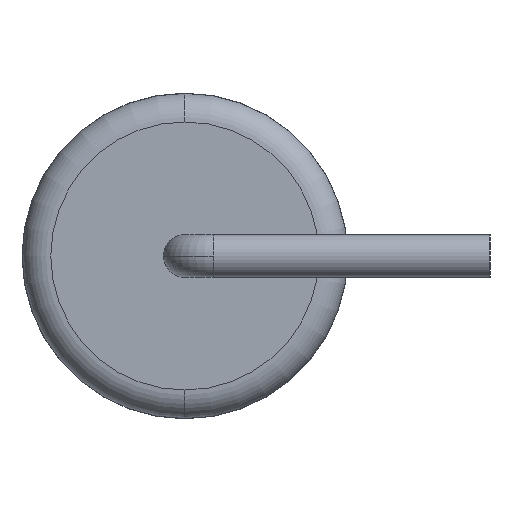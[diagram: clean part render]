
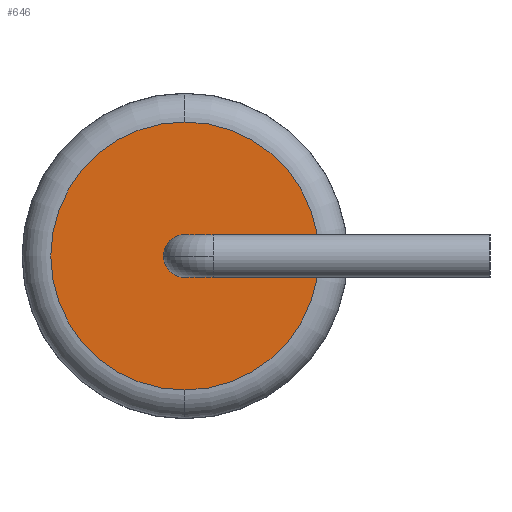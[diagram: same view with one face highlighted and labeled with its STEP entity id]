
A CAD part, left-side view. The second image highlights one B-rep face of the part: STEP entity #646.
In plain terms, the highlighted planar face has unit normal (-1, 0, 0).
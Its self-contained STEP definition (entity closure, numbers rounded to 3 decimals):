
#17 = CARTESIAN_POINT ( 'NONE',  ( -7.15, 3.35, -2.35 ) ) ;
#18 = CARTESIAN_POINT ( 'NONE',  ( -7.15, 3.35, 0. ) ) ;
#59 = VERTEX_POINT ( 'NONE', #211 ) ;
#87 = CIRCLE ( 'NONE', #495, 2.35 ) ;
#95 = DIRECTION ( 'NONE',  ( -1., 0., 0. ) ) ;
#139 = CARTESIAN_POINT ( 'NONE',  ( -7.15, 3.35, 0. ) ) ;
#167 = FACE_OUTER_BOUND ( 'NONE', #769, .T. ) ;
#180 = AXIS2_PLACEMENT_3D ( 'NONE', #890, #365, #796 ) ;
#211 = CARTESIAN_POINT ( 'NONE',  ( -7.15, 3.35, -0.375 ) ) ;
#228 = DIRECTION ( 'NONE',  ( 0., 0., -1. ) ) ;
#229 = AXIS2_PLACEMENT_3D ( 'NONE', #576, #95, #651 ) ;
#234 = VERTEX_POINT ( 'NONE', #403 ) ;
#365 = DIRECTION ( 'NONE',  ( -1., 0., 0. ) ) ;
#378 = EDGE_CURVE ( 'NONE', #884, #234, #926, .T. ) ;
#402 = DIRECTION ( 'NONE',  ( -1., 0., 0. ) ) ;
#403 = CARTESIAN_POINT ( 'NONE',  ( -7.15, 3.35, 2.35 ) ) ;
#414 = FACE_BOUND ( 'NONE', #1027, .T. ) ;
#422 = DIRECTION ( 'NONE',  ( 1., 0., 0. ) ) ;
#467 = DIRECTION ( 'NONE',  ( 0., 0., -1. ) ) ;
#477 = EDGE_CURVE ( 'NONE', #1195, #59, #862, .T. ) ;
#495 = AXIS2_PLACEMENT_3D ( 'NONE', #748, #402, #1021 ) ;
#535 = AXIS2_PLACEMENT_3D ( 'NONE', #139, #422, #228 ) ;
#576 = CARTESIAN_POINT ( 'NONE',  ( -7.15, 3.35, 0. ) ) ;
#629 = ORIENTED_EDGE ( 'NONE', *, *, #477, .F. ) ;
#646 = ADVANCED_FACE ( 'NONE', ( #414, #167 ), #750, .F. ) ;
#651 = DIRECTION ( 'NONE',  ( 0., 0., -1. ) ) ;
#696 = CARTESIAN_POINT ( 'NONE',  ( -7.15, 3.35, 0.375 ) ) ;
#698 = ORIENTED_EDGE ( 'NONE', *, *, #1084, .T. ) ;
#748 = CARTESIAN_POINT ( 'NONE',  ( -7.15, 3.35, 0. ) ) ;
#750 = PLANE ( 'NONE',  #535 ) ;
#769 = EDGE_LOOP ( 'NONE', ( #698, #928 ) ) ;
#796 = DIRECTION ( 'NONE',  ( 0., 0., 1. ) ) ;
#862 = CIRCLE ( 'NONE', #970, 0.375 ) ;
#884 = VERTEX_POINT ( 'NONE', #17 ) ;
#890 = CARTESIAN_POINT ( 'NONE',  ( -7.15, 3.35, 0. ) ) ;
#926 = CIRCLE ( 'NONE', #180, 2.35 ) ;
#928 = ORIENTED_EDGE ( 'NONE', *, *, #378, .T. ) ;
#955 = EDGE_CURVE ( 'NONE', #59, #1195, #989, .T. ) ;
#970 = AXIS2_PLACEMENT_3D ( 'NONE', #18, #1013, #467 ) ;
#989 = CIRCLE ( 'NONE', #229, 0.375 ) ;
#1013 = DIRECTION ( 'NONE',  ( -1., 0., 0. ) ) ;
#1021 = DIRECTION ( 'NONE',  ( 0., 0., 1. ) ) ;
#1027 = EDGE_LOOP ( 'NONE', ( #629, #1051 ) ) ;
#1051 = ORIENTED_EDGE ( 'NONE', *, *, #955, .F. ) ;
#1084 = EDGE_CURVE ( 'NONE', #234, #884, #87, .T. ) ;
#1195 = VERTEX_POINT ( 'NONE', #696 ) ;
